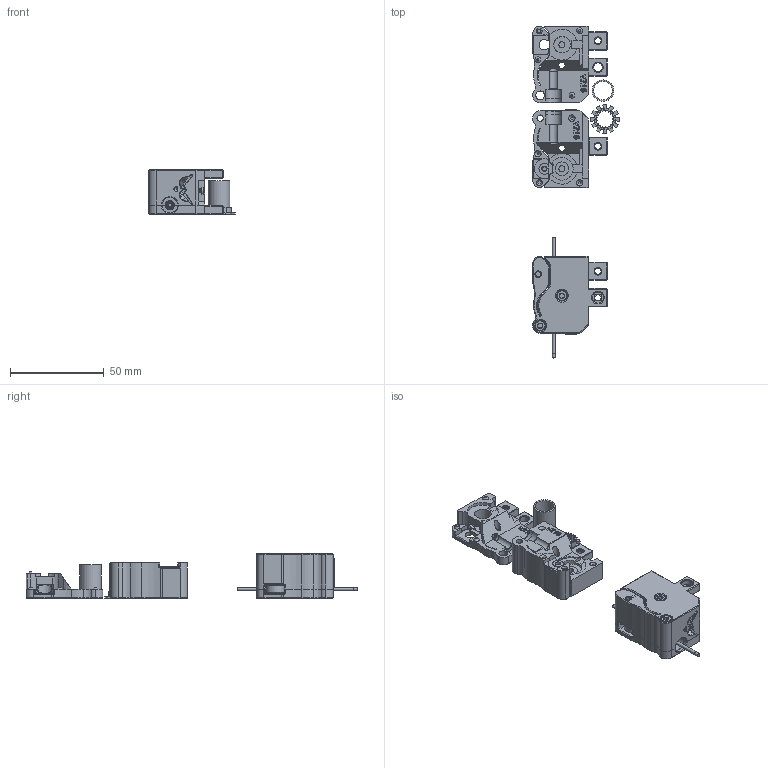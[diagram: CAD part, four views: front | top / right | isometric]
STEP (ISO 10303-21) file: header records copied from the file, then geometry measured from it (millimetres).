
FILE_DESCRIPTION(/* description */ (''),/* implementation_level */ '2;1');
FILE_NAME(/* name */ 'EncoderCart - Binky.step',/* time_stamp */ '2023-07-08T12:56:38+02:00',/* author */ (''),/* organization */ (''),/* preprocessor_version */ 'ST-DEVELOPER v19.2',/* originating_system */ 'Autodesk Translation Framework v12.6.0.85',/* authorisation */ '');
FILE_SCHEMA (('AUTOMOTIVE_DESIGN { 1 0 10303 214 3 1 1 }'));
Length unit declared in the file: millimetre
Products named in the file (26): EncoderCart - Binky; 623ZZ v1; Magnet6x3 v1 (3); Magnet6x3 v1 (1) (1); M3x8SHCS v1 (1); M3x20SHCS v1; M3x20SHCS v1 (1); M3x20SHCS v1 (2); M3x16 SHCS (2)^Fan Assembly (1)_X Carriage (2) (1); M3 Threaded Insert v1; M3 Threaded Insert v1 (2); M3 Threaded Insert (1)^VORON Clockwork_X Carriage; BondTechDriveGear v6 v1; Direct_Drivegear_without_setscrew (1)^Guidler_VORON Clockwork_X Carri
age (6); stift 3 x 20 (1)^Direct_Drivegear_without_setscrew (1)_Guidler_VORON 
Clockwork_X Carriage (1); Direct_Drivegear_without_setscrew (1)-39^Direct_Drivegear_without_set
screw (1)_Guidler_VORON Clockwork_X Carriage (1); K3x5x7 Needlebearing (1)^Direct_Drivegear_without_setscrew (1)_Guidle
r_VORON Clockwork_X Carriage (1); Filament (1); Encoder_Slotted_Wheel; Screw - 2x10mm - Philips Button Head; Filament; Build Plate; Encoder_SlottedWheel_PushTool; Encoder_Slotted_Wheel_1; Encoder_Right; Encoder_Left
Assembly tree (31 placements, depth 4):
  EncoderCart - Binky
    623ZZ v1
    Magnet6x3 v1 (3)
    Magnet6x3 v1 (1) (1)
    M3x8SHCS v1 (1)
    M3x20SHCS v1
      M3x16 SHCS (2)^Fan Assembly (1)_X Carriage (2) (1)
    M3x20SHCS v1 (1)
      M3x16 SHCS (2)^Fan Assembly (1)_X Carriage (2) (1)
    M3x20SHCS v1 (2)
      M3x16 SHCS (2)^Fan Assembly (1)_X Carriage (2) (1)
    M3 Threaded Insert v1
      M3 Threaded Insert (1)^VORON Clockwork_X Carriage
    M3 Threaded Insert v1 (2)
      M3 Threaded Insert (1)^VORON Clockwork_X Carriage
    BondTechDriveGear v6 v1
      Direct_Drivegear_without_setscrew (1)^Guidler_VORON Clockwork_X Carri
age (6)
        stift 3 x 20 (1)^Direct_Drivegear_without_setscrew (1)_Guidler_VORON 
Clockwork_X Carriage (1)
        K3x5x7 Needlebearing (1)^Direct_Drivegear_without_setscrew (1)_Guidle
r_VORON Clockwork_X Carriage (1)  x2
        Direct_Drivegear_without_setscrew (1)-39^Direct_Drivegear_without_set
screw (1)_Guidler_VORON Clockwork_X Carriage (1)
    Filament (1)
    Encoder_Slotted_Wheel
    Screw - 2x10mm - Philips Button Head
    Filament
    Build Plate
      Encoder_Right
      Encoder_Left
      Encoder_SlottedWheel_PushTool
      Encoder_Slotted_Wheel_1
    Encoder_Right
    Encoder_Left
Bounding box: 46.24 x 177.2 x 24 mm (x, y, z)
Volume: 50175.9 mm3; surface area: 31048.4 mm2
Topology: 28 solids, 28 shells, 2312 faces, 6025 edges, 3824 vertices
Faces by surface type: plane 920, cylinder 590, bspline 566, cone 201, torus 34, sphere 1
Full cylindrical faces by diameter (mm): 1 x10, 1.45 x12, 1.75 x4, 2 x6, 2.8 x4, 3 x5, 3.1 x2, 3.2 x6, 3.3 x2, 3.4 x12, 3.8 x1, 4.7 x8, 5 x2, 5.05 x1, 5.5 x3, 6 x8, 7.25 x2, 7.5 x2, 8 x2, 8.8 x2, 9.9 x1, 10 x1, 11.1 x2, 11.5 x1
Entity records: 49167 total; most frequent: CARTESIAN_POINT 14809, ORIENTED_EDGE 7338, DIRECTION 6720, EDGE_CURVE 3669, AXIS2_PLACEMENT_3D 2468, VERTEX_POINT 2345, LINE 1784, VECTOR 1784
